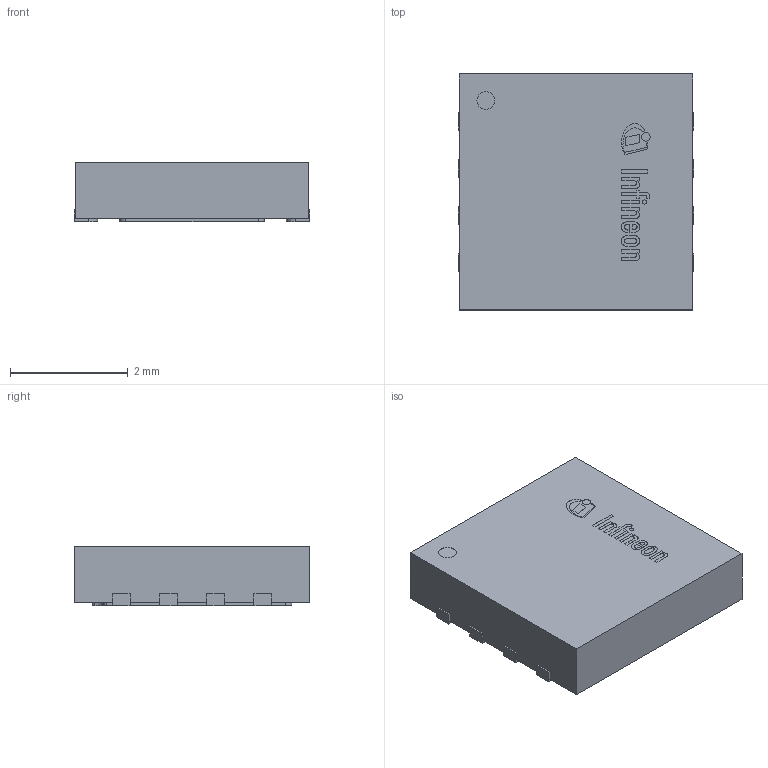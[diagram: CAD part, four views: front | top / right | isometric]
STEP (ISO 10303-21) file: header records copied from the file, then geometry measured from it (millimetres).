
FILE_DESCRIPTION(/* description */ (''),/* implementation_level */ '2;1');
FILE_NAME(/* name */ 'PG-VDSON-8-4_Z8B00182746_V02_3D.stp',/* time_stamp */ '2019-01-08T17:08:32+06:00',/* author */ ('janartha'),/* organization */ (''),/* preprocessor_version */ 'ST-DEVELOPER v16.13',/* originating_system */ 'AutoCAD Mechanical',/* authorisation */ '');
FILE_SCHEMA (('AUTOMOTIVE_DESIGN { 1 0 10303 214 3 1 1 }'));
Length unit declared in the file: millimetre
Products named in the file (1): Product
Bounding box: 4 x 4 x 1 mm (x, y, z)
Surface area: 70.2 mm2
Topology: 23 solids, 23 shells, 272 faces, 678 edges, 452 vertices
Faces by surface type: plane 141, cylinder 131
Full cylindrical faces by diameter (mm): 0.071 x1, 0.146 x1, 0.3 x1
Entity records: 8195 total; most frequent: DIRECTION 1483, CARTESIAN_POINT 1400, ORIENTED_EDGE 1350, EDGE_CURVE 675, AXIS2_PLACEMENT_3D 535, VERTEX_POINT 452, LINE 413, VECTOR 413
